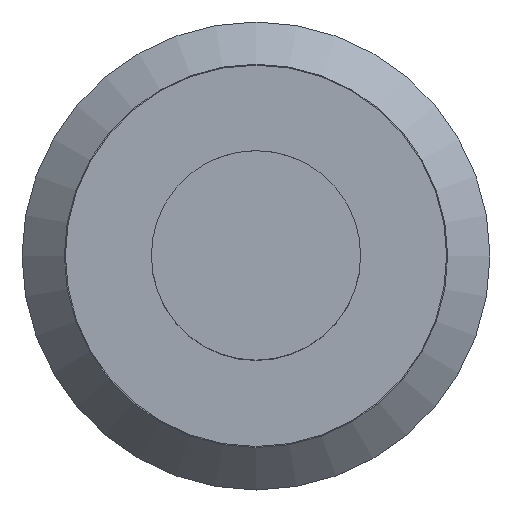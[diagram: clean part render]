
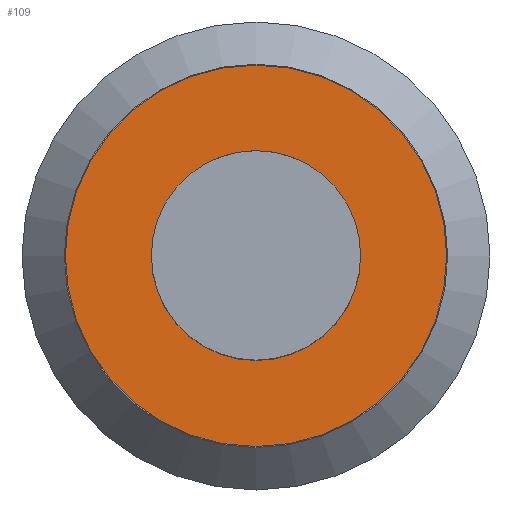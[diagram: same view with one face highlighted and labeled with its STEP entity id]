
A CAD part, top view. The second image highlights one B-rep face of the part: STEP entity #109.
In plain terms, the highlighted planar face has unit normal (0, 0, 1).
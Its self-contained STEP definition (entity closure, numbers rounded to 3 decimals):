
#109=ADVANCED_FACE('240[2]',(#226,#227),#228,.T.);
#128=EDGE_CURVE('240[2]',#256,#256,#257,.T.);
#136=EDGE_CURVE('240[2]',#269,#269,#270,.T.);
#226=FACE_BOUND('',#440,.T.);
#227=FACE_OUTER_BOUND('',#441,.T.);
#228=PLANE('',#442);
#256=VERTEX_POINT('',#477);
#257=CIRCLE('',#478,14.0);
#269=VERTEX_POINT('',#493);
#270=CIRCLE('',#494,25.5);
#440=EDGE_LOOP('',(#567));
#441=EDGE_LOOP('',(#568));
#442=AXIS2_PLACEMENT_3D('',#569,#570,#571);
#477=CARTESIAN_POINT('',(14.0,0.0,0.0));
#478=AXIS2_PLACEMENT_3D('',#603,#604,#605);
#493=CARTESIAN_POINT('',(0.,-25.5,0.));
#494=AXIS2_PLACEMENT_3D('',#619,#620,#621);
#567=ORIENTED_EDGE('',*,*,#128,.T.);
#568=ORIENTED_EDGE('',*,*,#136,.F.);
#569=CARTESIAN_POINT('',(0.,-12.75,0.));
#570=DIRECTION('',(0.,0.,1.0));
#571=DIRECTION('',(0.,1.0,0.));
#603=CARTESIAN_POINT('',(0.0,0.,0.));
#604=DIRECTION('',(0.,0.,-1.0));
#605=DIRECTION('',(1.0,0.,0.));
#619=CARTESIAN_POINT('',(0.0,0.0,0.0));
#620=DIRECTION('',(0.,0.,-1.0));
#621=DIRECTION('',(0.,-1.0,0.));
